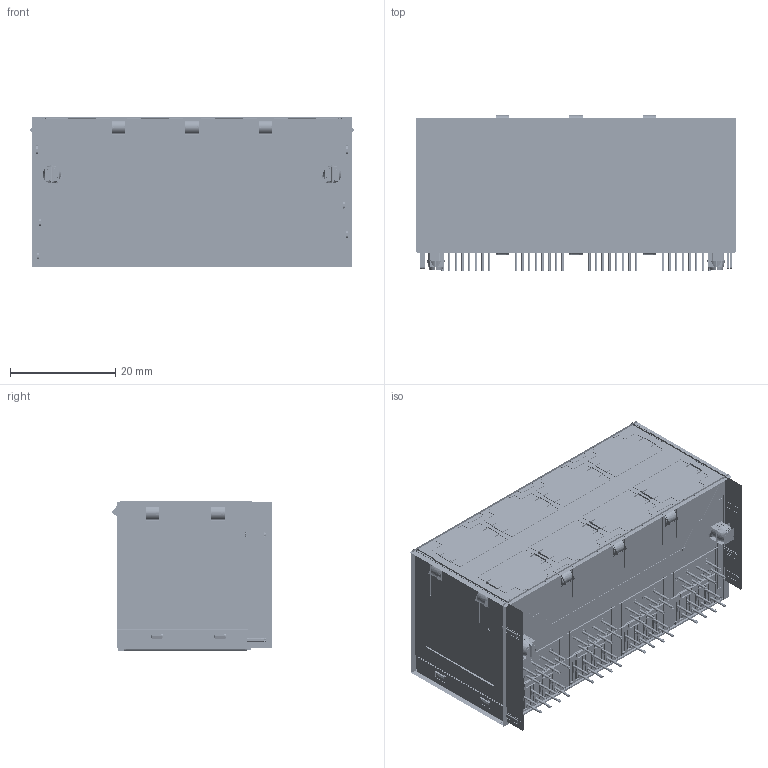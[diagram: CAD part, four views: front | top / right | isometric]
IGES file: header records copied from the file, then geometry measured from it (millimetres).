
Start section:  PTC IGES file: 2x4_asm_asm.igs
Global section: file name: 2x4_asm_asm.igs; native system: Creo Parametric by PTC Inc.; preprocessor: 2018400; author: Administrator; organization: Unknown; date: 20210115.195700; units: millimetre
Bounding box: 61.86 x 30.53 x 28.7 mm (x, y, z)
Volume: 40681.6 mm3; surface area: 1187878.5 mm2
Topology: 79 solids, 79 shells, 14452 faces, 87608 edges, 119550 vertices
Faces by surface type: bspline 8562, revolution 5890
